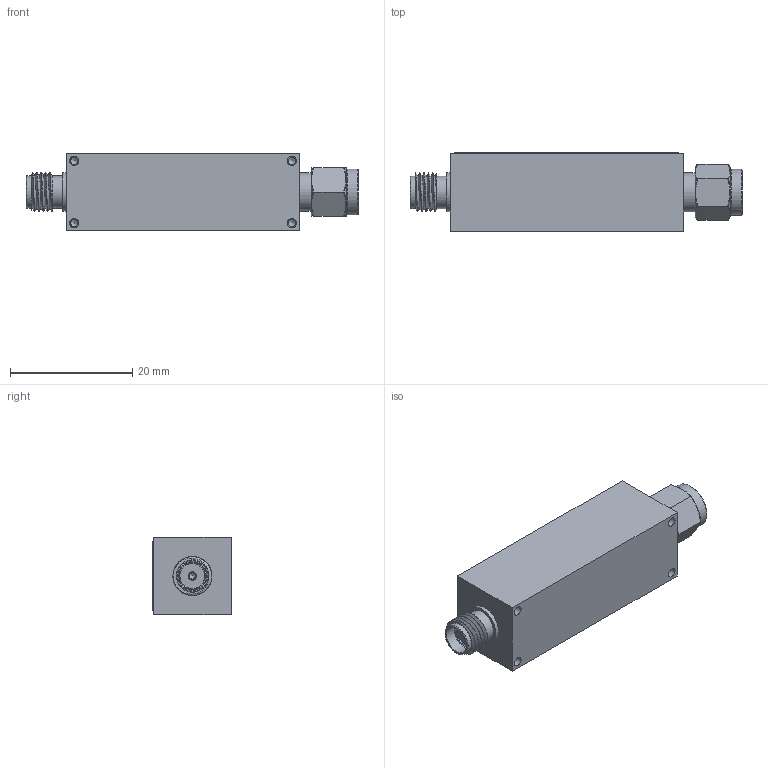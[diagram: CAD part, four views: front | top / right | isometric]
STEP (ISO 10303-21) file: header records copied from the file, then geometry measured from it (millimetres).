
FILE_DESCRIPTION (( 'STEP AP214' ), '1' );
FILE_NAME ('JTIDS-0001-SFM-ROHS 3D Model.STEP', '2025-03-13T20:59:05', ( '' ), ( '' ), 'SwSTEP 2.0', 'SolidWorks 2024', '' );
FILE_SCHEMA (( 'AUTOMOTIVE_DESIGN' ));
Length unit declared in the file: inch
Products named in the file (1): JTIDS-0001-SFM-ROHS 3D Model
Bounding box: 54.23 x 12.83 x 12.7 mm (x, y, z)
Volume: 4612.7 mm3; surface area: 6977.7 mm2
Topology: 56 solids, 57 shells, 1232 faces, 4029 edges, 2992 vertices
Faces by surface type: plane 512, cylinder 383, torus 230, bspline 64, sphere 24, cone 19
Full cylindrical faces by diameter (mm): 0.32 x12, 0.914 x1, 1.016 x1, 1.191 x4, 1.27 x2, 1.524 x4, 4.191 x1, 4.572 x1, 4.597 x1, 5.029 x1, 5.105 x1, 5.283 x8, 6.35 x2, 6.604 x1, 7.493 x1
Entity records: 73117 total; most frequent: CARTESIAN_POINT 21769, ORIENTED_EDGE 7750, DIRECTION 6775, EDGE_CURVE 3875, VERTEX_POINT 2962, LINE 2271, VECTOR 2271, AXIS2_PLACEMENT_3D 2252
